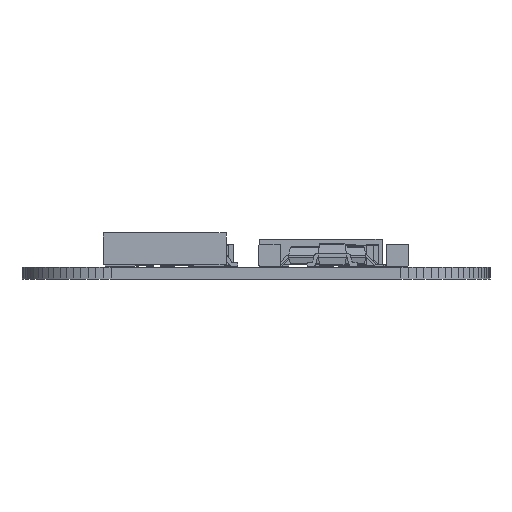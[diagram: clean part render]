
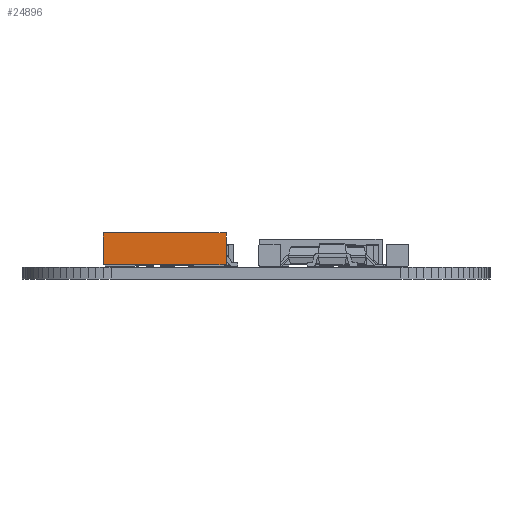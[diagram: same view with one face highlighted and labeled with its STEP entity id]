
A CAD part, front view. The second image highlights one B-rep face of the part: STEP entity #24896.
In plain terms, the highlighted planar face has unit normal (0, -1, 0).
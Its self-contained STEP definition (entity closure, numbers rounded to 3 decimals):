
#24727 = PLANE('',#24728);
#24728 = AXIS2_PLACEMENT_3D('',#24729,#24730,#24731);
#24729 = CARTESIAN_POINT('',(-3.5,-2.5,0.1));
#24730 = DIRECTION('',(-1.,0.,0.));
#24731 = DIRECTION('',(0.,1.,0.));
#24755 = PLANE('',#24756);
#24756 = AXIS2_PLACEMENT_3D('',#24757,#24758,#24759);
#24757 = CARTESIAN_POINT('',(0.,0.,1.9));
#24758 = DIRECTION('',(-0.,-0.,-1.));
#24759 = DIRECTION('',(-1.,0.,0.));
#24783 = PLANE('',#24784);
#24784 = AXIS2_PLACEMENT_3D('',#24785,#24786,#24787);
#24785 = CARTESIAN_POINT('',(3.5,2.5,0.1));
#24786 = DIRECTION('',(1.,0.,0.));
#24787 = DIRECTION('',(0.,-1.,0.));
#24809 = PLANE('',#24810);
#24810 = AXIS2_PLACEMENT_3D('',#24811,#24812,#24813);
#24811 = CARTESIAN_POINT('',(0.,0.,0.1));
#24812 = DIRECTION('',(-0.,-0.,-1.));
#24813 = DIRECTION('',(-1.,0.,0.));
#24826 = VERTEX_POINT('',#24827);
#24827 = CARTESIAN_POINT('',(3.5,-2.5,1.9));
#24848 = EDGE_CURVE('',#24849,#24826,#24851,.T.);
#24849 = VERTEX_POINT('',#24850);
#24850 = CARTESIAN_POINT('',(3.5,-2.5,0.1));
#24851 = SURFACE_CURVE('',#24852,(#24856,#24863),.PCURVE_S1.);
#24852 = LINE('',#24853,#24854);
#24853 = CARTESIAN_POINT('',(3.5,-2.5,0.1));
#24854 = VECTOR('',#24855,1.);
#24855 = DIRECTION('',(0.,0.,1.));
#24856 = PCURVE('',#24783,#24857);
#24857 = DEFINITIONAL_REPRESENTATION('',(#24858),#24862);
#24858 = LINE('',#24859,#24860);
#24859 = CARTESIAN_POINT('',(5.,0.));
#24860 = VECTOR('',#24861,1.);
#24861 = DIRECTION('',(0.,-1.));
#24862 = ( GEOMETRIC_REPRESENTATION_CONTEXT(2) 
PARAMETRIC_REPRESENTATION_CONTEXT() REPRESENTATION_CONTEXT('2D SPACE',''
  ) );
#24863 = PCURVE('',#24864,#24869);
#24864 = PLANE('',#24865);
#24865 = AXIS2_PLACEMENT_3D('',#24866,#24867,#24868);
#24866 = CARTESIAN_POINT('',(3.5,-2.5,0.1));
#24867 = DIRECTION('',(0.,-1.,0.));
#24868 = DIRECTION('',(-1.,0.,0.));
#24869 = DEFINITIONAL_REPRESENTATION('',(#24870),#24874);
#24870 = LINE('',#24871,#24872);
#24871 = CARTESIAN_POINT('',(0.,-0.));
#24872 = VECTOR('',#24873,1.);
#24873 = DIRECTION('',(0.,-1.));
#24874 = ( GEOMETRIC_REPRESENTATION_CONTEXT(2) 
PARAMETRIC_REPRESENTATION_CONTEXT() REPRESENTATION_CONTEXT('2D SPACE',''
  ) );
#24896 = ADVANCED_FACE('',(#24897),#24864,.T.);
#24897 = FACE_BOUND('',#24898,.T.);
#24898 = EDGE_LOOP('',(#24899,#24900,#24923,#24946));
#24899 = ORIENTED_EDGE('',*,*,#24848,.T.);
#24900 = ORIENTED_EDGE('',*,*,#24901,.T.);
#24901 = EDGE_CURVE('',#24826,#24902,#24904,.T.);
#24902 = VERTEX_POINT('',#24903);
#24903 = CARTESIAN_POINT('',(-3.5,-2.5,1.9));
#24904 = SURFACE_CURVE('',#24905,(#24909,#24916),.PCURVE_S1.);
#24905 = LINE('',#24906,#24907);
#24906 = CARTESIAN_POINT('',(3.5,-2.5,1.9));
#24907 = VECTOR('',#24908,1.);
#24908 = DIRECTION('',(-1.,0.,0.));
#24909 = PCURVE('',#24864,#24910);
#24910 = DEFINITIONAL_REPRESENTATION('',(#24911),#24915);
#24911 = LINE('',#24912,#24913);
#24912 = CARTESIAN_POINT('',(0.,-1.8));
#24913 = VECTOR('',#24914,1.);
#24914 = DIRECTION('',(1.,0.));
#24915 = ( GEOMETRIC_REPRESENTATION_CONTEXT(2) 
PARAMETRIC_REPRESENTATION_CONTEXT() REPRESENTATION_CONTEXT('2D SPACE',''
  ) );
#24916 = PCURVE('',#24755,#24917);
#24917 = DEFINITIONAL_REPRESENTATION('',(#24918),#24922);
#24918 = LINE('',#24919,#24920);
#24919 = CARTESIAN_POINT('',(-3.5,-2.5));
#24920 = VECTOR('',#24921,1.);
#24921 = DIRECTION('',(1.,0.));
#24922 = ( GEOMETRIC_REPRESENTATION_CONTEXT(2) 
PARAMETRIC_REPRESENTATION_CONTEXT() REPRESENTATION_CONTEXT('2D SPACE',''
  ) );
#24923 = ORIENTED_EDGE('',*,*,#24924,.F.);
#24924 = EDGE_CURVE('',#24925,#24902,#24927,.T.);
#24925 = VERTEX_POINT('',#24926);
#24926 = CARTESIAN_POINT('',(-3.5,-2.5,0.1));
#24927 = SURFACE_CURVE('',#24928,(#24932,#24939),.PCURVE_S1.);
#24928 = LINE('',#24929,#24930);
#24929 = CARTESIAN_POINT('',(-3.5,-2.5,0.1));
#24930 = VECTOR('',#24931,1.);
#24931 = DIRECTION('',(0.,0.,1.));
#24932 = PCURVE('',#24864,#24933);
#24933 = DEFINITIONAL_REPRESENTATION('',(#24934),#24938);
#24934 = LINE('',#24935,#24936);
#24935 = CARTESIAN_POINT('',(7.,0.));
#24936 = VECTOR('',#24937,1.);
#24937 = DIRECTION('',(0.,-1.));
#24938 = ( GEOMETRIC_REPRESENTATION_CONTEXT(2) 
PARAMETRIC_REPRESENTATION_CONTEXT() REPRESENTATION_CONTEXT('2D SPACE',''
  ) );
#24939 = PCURVE('',#24727,#24940);
#24940 = DEFINITIONAL_REPRESENTATION('',(#24941),#24945);
#24941 = LINE('',#24942,#24943);
#24942 = CARTESIAN_POINT('',(0.,0.));
#24943 = VECTOR('',#24944,1.);
#24944 = DIRECTION('',(0.,-1.));
#24945 = ( GEOMETRIC_REPRESENTATION_CONTEXT(2) 
PARAMETRIC_REPRESENTATION_CONTEXT() REPRESENTATION_CONTEXT('2D SPACE',''
  ) );
#24946 = ORIENTED_EDGE('',*,*,#24947,.F.);
#24947 = EDGE_CURVE('',#24849,#24925,#24948,.T.);
#24948 = SURFACE_CURVE('',#24949,(#24953,#24960),.PCURVE_S1.);
#24949 = LINE('',#24950,#24951);
#24950 = CARTESIAN_POINT('',(3.5,-2.5,0.1));
#24951 = VECTOR('',#24952,1.);
#24952 = DIRECTION('',(-1.,0.,0.));
#24953 = PCURVE('',#24864,#24954);
#24954 = DEFINITIONAL_REPRESENTATION('',(#24955),#24959);
#24955 = LINE('',#24956,#24957);
#24956 = CARTESIAN_POINT('',(0.,-0.));
#24957 = VECTOR('',#24958,1.);
#24958 = DIRECTION('',(1.,0.));
#24959 = ( GEOMETRIC_REPRESENTATION_CONTEXT(2) 
PARAMETRIC_REPRESENTATION_CONTEXT() REPRESENTATION_CONTEXT('2D SPACE',''
  ) );
#24960 = PCURVE('',#24809,#24961);
#24961 = DEFINITIONAL_REPRESENTATION('',(#24962),#24966);
#24962 = LINE('',#24963,#24964);
#24963 = CARTESIAN_POINT('',(-3.5,-2.5));
#24964 = VECTOR('',#24965,1.);
#24965 = DIRECTION('',(1.,0.));
#24966 = ( GEOMETRIC_REPRESENTATION_CONTEXT(2) 
PARAMETRIC_REPRESENTATION_CONTEXT() REPRESENTATION_CONTEXT('2D SPACE',''
  ) );
